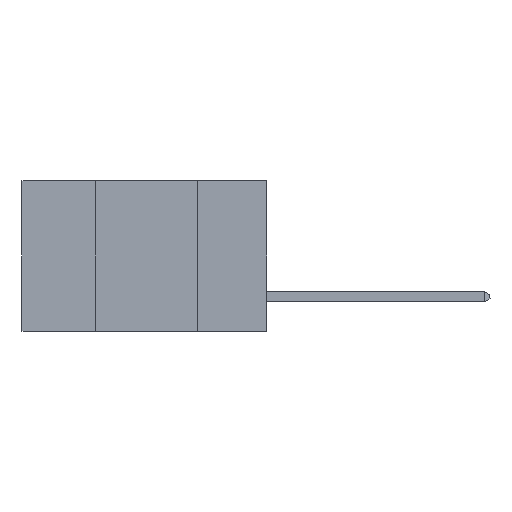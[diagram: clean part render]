
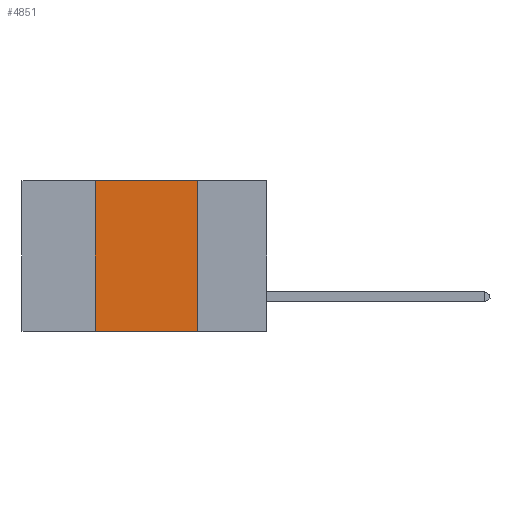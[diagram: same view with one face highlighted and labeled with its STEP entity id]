
A CAD part, left-side view. The second image highlights one B-rep face of the part: STEP entity #4851.
In plain terms, the highlighted planar face has unit normal (-1, 0, 0).
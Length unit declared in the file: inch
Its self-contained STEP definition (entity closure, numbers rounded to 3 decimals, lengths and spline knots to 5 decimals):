
#158 = CARTESIAN_POINT ( 'NONE',  ( 0., 0.42, 0. ) ) ;
#740 = VERTEX_POINT ( 'NONE', #3048 ) ;
#1246 = VERTEX_POINT ( 'NONE', #4951 ) ;
#1506 = ORIENTED_EDGE ( 'NONE', *, *, #6964, .F. ) ;
#1510 = ORIENTED_EDGE ( 'NONE', *, *, #6908, .F. ) ;
#1650 = ORIENTED_EDGE ( 'NONE', *, *, #7558, .F. ) ;
#1700 = ORIENTED_EDGE ( 'NONE', *, *, #4458, .T. ) ;
#2020 = CARTESIAN_POINT ( 'NONE',  ( 0., 0.6, -0.37 ) ) ;
#2033 = DIRECTION ( 'NONE',  ( 0., -1., 0. ) ) ;
#2366 = VECTOR ( 'NONE', #5523, 39.37008 ) ;
#3027 = VECTOR ( 'NONE', #5332, 39.37008 ) ;
#3048 = CARTESIAN_POINT ( 'NONE',  ( 0., 0.17, -0.37 ) ) ;
#4458 = EDGE_CURVE ( 'NONE', #6788, #740, #10704, .T. ) ;
#4529 = CARTESIAN_POINT ( 'NONE',  ( 0., 0.6, 0. ) ) ;
#4851 = ADVANCED_FACE ( 'NONE', ( #7542 ), #8002, .F. ) ;
#4951 = CARTESIAN_POINT ( 'NONE',  ( 0., 0.17, 0. ) ) ;
#5097 = LINE ( 'NONE', #4529, #2366 ) ;
#5332 = DIRECTION ( 'NONE',  ( 0., 0., 1. ) ) ;
#5523 = DIRECTION ( 'NONE',  ( 0., -1., 0. ) ) ;
#6788 = VERTEX_POINT ( 'NONE', #9837 ) ;
#6908 = EDGE_CURVE ( 'NONE', #7193, #1246, #5097, .T. ) ;
#6964 = EDGE_CURVE ( 'NONE', #1246, #740, #10370, .T. ) ;
#7193 = VERTEX_POINT ( 'NONE', #158 ) ;
#7542 = FACE_OUTER_BOUND ( 'NONE', #9689, .T. ) ;
#7558 = EDGE_CURVE ( 'NONE', #6788, #7193, #9724, .T. ) ;
#7852 = DIRECTION ( 'NONE',  ( 1., 0., 0. ) ) ;
#7875 = DIRECTION ( 'NONE',  ( 0., 0., -1. ) ) ;
#7902 = CARTESIAN_POINT ( 'NONE',  ( 0., 0.6, 0. ) ) ;
#7932 = DIRECTION ( 'NONE',  ( 0., 0., -1. ) ) ;
#8002 = PLANE ( 'NONE',  #9864 ) ;
#8577 = VECTOR ( 'NONE', #7932, 39.37008 ) ;
#8623 = CARTESIAN_POINT ( 'NONE',  ( 0., 0.17, 0. ) ) ;
#8882 = VECTOR ( 'NONE', #2033, 39.37008 ) ;
#9140 = CARTESIAN_POINT ( 'NONE',  ( 0., 0.42, 0. ) ) ;
#9689 = EDGE_LOOP ( 'NONE', ( #1506, #1510, #1650, #1700 ) ) ;
#9724 = LINE ( 'NONE', #9140, #3027 ) ;
#9837 = CARTESIAN_POINT ( 'NONE',  ( 0., 0.42, -0.37 ) ) ;
#9864 = AXIS2_PLACEMENT_3D ( 'NONE', #7902, #7852, #7875 ) ;
#10370 = LINE ( 'NONE', #8623, #8577 ) ;
#10704 = LINE ( 'NONE', #2020, #8882 ) ;
